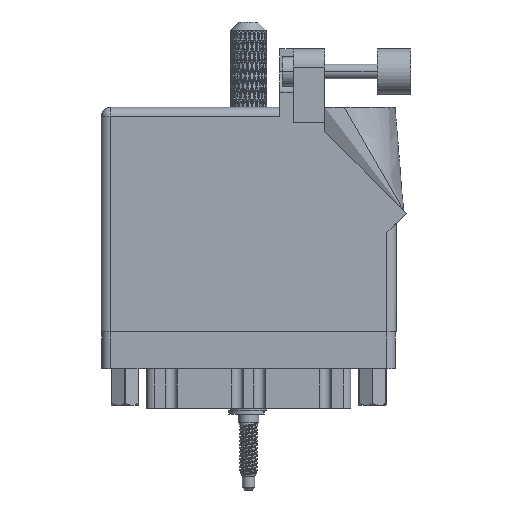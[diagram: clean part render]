
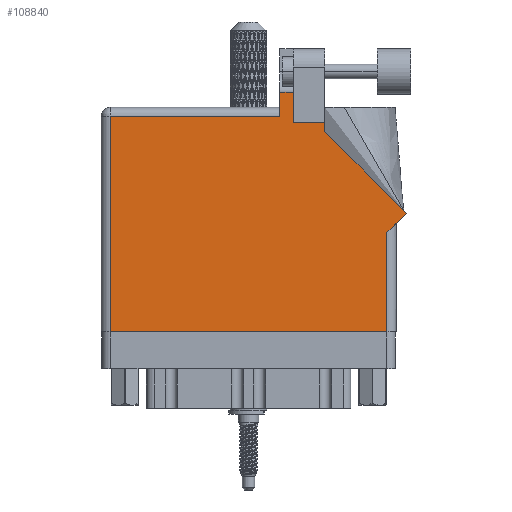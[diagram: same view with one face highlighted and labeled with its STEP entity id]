
A CAD part, front view. The second image highlights one B-rep face of the part: STEP entity #108840.
In plain terms, the highlighted face is planar.
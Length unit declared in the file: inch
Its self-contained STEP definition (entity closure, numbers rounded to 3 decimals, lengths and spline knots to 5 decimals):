
#596 = DIRECTION ( 'NONE',  ( 0., 1., 0. ) ) ;
#788 = CARTESIAN_POINT ( 'NONE',  ( 2.08071, 0.80771, 0. ) ) ;
#3773 = CARTESIAN_POINT ( 'NONE',  ( 1.524, 1.36442, 0. ) ) ;
#3774 = CARTESIAN_POINT ( 'NONE',  ( 1.311, 1.6315, 0. ) ) ;
#3995 = DIRECTION ( 'NONE',  ( 1., 0., 0. ) ) ;
#4199 = CARTESIAN_POINT ( 'NONE',  ( 1.311, 1.43, 0. ) ) ;
#4754 = EDGE_CURVE ( 'NONE', #82646, #73736, #12091, .T. ) ;
#5112 = ORIENTED_EDGE ( 'NONE', *, *, #78020, .T. ) ;
#5362 = EDGE_CURVE ( 'NONE', #33704, #94956, #33045, .T. ) ;
#5710 = CARTESIAN_POINT ( 'NONE',  ( 0., 0., 0. ) ) ;
#6556 = CARTESIAN_POINT ( 'NONE',  ( 0.062, 1.468, 0. ) ) ;
#8282 = CARTESIAN_POINT ( 'NONE',  ( 0., 1.468, 0. ) ) ;
#8660 = DIRECTION ( 'NONE',  ( 0.707, 0.707, 0. ) ) ;
#9259 = CARTESIAN_POINT ( 'NONE',  ( 1.524, 1.36442, 0. ) ) ;
#10341 = VERTEX_POINT ( 'NONE', #36447 ) ;
#11536 = CARTESIAN_POINT ( 'NONE',  ( 1.948, 0.737, 0. ) ) ;
#12063 = LINE ( 'NONE', #82107, #88536 ) ;
#12091 = LINE ( 'NONE', #11536, #12092 ) ;
#12092 = VECTOR ( 'NONE', #106862, 39.37008 ) ;
#12136 = LINE ( 'NONE', #20729, #113250 ) ;
#12926 = VERTEX_POINT ( 'NONE', #71284 ) ;
#13297 = VECTOR ( 'NONE', #596, 39.37008 ) ;
#14317 = LINE ( 'NONE', #5710, #42052 ) ;
#14411 = VECTOR ( 'NONE', #28827, 39.37008 ) ;
#15177 = LINE ( 'NONE', #8282, #59948 ) ;
#17187 = LINE ( 'NONE', #70020, #87921 ) ;
#17918 = DIRECTION ( 'NONE',  ( -1., 0., 0. ) ) ;
#19498 = CARTESIAN_POINT ( 'NONE',  ( 2.01, 0.737, 0. ) ) ;
#20729 = CARTESIAN_POINT ( 'NONE',  ( 1.217, 1.53, 0. ) ) ;
#22588 = DIRECTION ( 'NONE',  ( -1., 0., 0. ) ) ;
#25592 = ORIENTED_EDGE ( 'NONE', *, *, #5362, .T. ) ;
#26733 = ORIENTED_EDGE ( 'NONE', *, *, #100501, .T. ) ;
#27934 = EDGE_CURVE ( 'NONE', #94956, #12926, #12136, .T. ) ;
#28827 = DIRECTION ( 'NONE',  ( -1., 0., 0. ) ) ;
#30085 = LINE ( 'NONE', #37602, #104352 ) ;
#30114 = PLANE ( 'NONE',  #92534 ) ;
#32915 = VERTEX_POINT ( 'NONE', #788 ) ;
#33045 = LINE ( 'NONE', #84672, #74446 ) ;
#33704 = VERTEX_POINT ( 'NONE', #3774 ) ;
#36447 = CARTESIAN_POINT ( 'NONE',  ( 1.524, 1.43, 0. ) ) ;
#37602 = CARTESIAN_POINT ( 'NONE',  ( 1.311, 1.43, 0. ) ) ;
#38211 = DIRECTION ( 'NONE',  ( 0., 0., -1. ) ) ;
#42052 = VECTOR ( 'NONE', #3995, 39.37008 ) ;
#43011 = VERTEX_POINT ( 'NONE', #4199 ) ;
#43316 = DIRECTION ( 'NONE',  ( -1., 0., 0. ) ) ;
#43630 = EDGE_CURVE ( 'NONE', #10341, #43011, #55245, .T. ) ;
#44795 = EDGE_CURVE ( 'NONE', #43011, #33704, #30085, .T. ) ;
#47679 = DIRECTION ( 'NONE',  ( 0., -1., 0. ) ) ;
#48430 = CARTESIAN_POINT ( 'NONE',  ( 1.948, 0.675, 0. ) ) ;
#49741 = CARTESIAN_POINT ( 'NONE',  ( 0.062, 0., 0. ) ) ;
#49807 = EDGE_CURVE ( 'NONE', #62746, #82646, #14317, .T. ) ;
#53122 = EDGE_CURVE ( 'NONE', #80266, #10341, #81506, .T. ) ;
#53420 = ORIENTED_EDGE ( 'NONE', *, *, #49807, .T. ) ;
#55245 = LINE ( 'NONE', #82738, #14411 ) ;
#55414 = FACE_OUTER_BOUND ( 'NONE', #108393, .T. ) ;
#59948 = VECTOR ( 'NONE', #43316, 39.37008 ) ;
#61756 = ORIENTED_EDGE ( 'NONE', *, *, #43630, .T. ) ;
#62239 = ORIENTED_EDGE ( 'NONE', *, *, #44795, .T. ) ;
#62746 = VERTEX_POINT ( 'NONE', #49741 ) ;
#63201 = ORIENTED_EDGE ( 'NONE', *, *, #27934, .T. ) ;
#64609 = ORIENTED_EDGE ( 'NONE', *, *, #66275, .T. ) ;
#66275 = EDGE_CURVE ( 'NONE', #73736, #32915, #71188, .T. ) ;
#66594 = VECTOR ( 'NONE', #8660, 39.37008 ) ;
#70020 = CARTESIAN_POINT ( 'NONE',  ( 2.08071, 0.80771, 0. ) ) ;
#71109 = EDGE_CURVE ( 'NONE', #32915, #80266, #17187, .T. ) ;
#71188 = LINE ( 'NONE', #19498, #66594 ) ;
#71284 = CARTESIAN_POINT ( 'NONE',  ( 1.217, 1.468, 0. ) ) ;
#73000 = ORIENTED_EDGE ( 'NONE', *, *, #4754, .T. ) ;
#73551 = DIRECTION ( 'NONE',  ( 0., -1., 0. ) ) ;
#73736 = VERTEX_POINT ( 'NONE', #48430 ) ;
#74257 = DIRECTION ( 'NONE',  ( 0., 1., 0. ) ) ;
#74446 = VECTOR ( 'NONE', #17918, 39.37008 ) ;
#78020 = EDGE_CURVE ( 'NONE', #12926, #104980, #15177, .T. ) ;
#80266 = VERTEX_POINT ( 'NONE', #3773 ) ;
#81506 = LINE ( 'NONE', #9259, #13297 ) ;
#82107 = CARTESIAN_POINT ( 'NONE',  ( 0.062, 0., 0. ) ) ;
#82646 = VERTEX_POINT ( 'NONE', #106774 ) ;
#82738 = CARTESIAN_POINT ( 'NONE',  ( 1.524, 1.43, 0. ) ) ;
#84672 = CARTESIAN_POINT ( 'NONE',  ( 1.64177, 1.6315, 0. ) ) ;
#87921 = VECTOR ( 'NONE', #96417, 39.37008 ) ;
#88536 = VECTOR ( 'NONE', #47679, 39.37008 ) ;
#90402 = CARTESIAN_POINT ( 'NONE',  ( 0., 1.53, 0. ) ) ;
#92534 = AXIS2_PLACEMENT_3D ( 'NONE', #90402, #38211, #22588 ) ;
#94956 = VERTEX_POINT ( 'NONE', #104348 ) ;
#96417 = DIRECTION ( 'NONE',  ( -0.707, 0.707, 0. ) ) ;
#100501 = EDGE_CURVE ( 'NONE', #104980, #62746, #12063, .T. ) ;
#104348 = CARTESIAN_POINT ( 'NONE',  ( 1.217, 1.6315, 0. ) ) ;
#104352 = VECTOR ( 'NONE', #74257, 39.37008 ) ;
#104980 = VERTEX_POINT ( 'NONE', #6556 ) ;
#106774 = CARTESIAN_POINT ( 'NONE',  ( 1.948, 0., 0. ) ) ;
#106862 = DIRECTION ( 'NONE',  ( 0., 1., 0. ) ) ;
#107109 = ORIENTED_EDGE ( 'NONE', *, *, #71109, .T. ) ;
#108393 = EDGE_LOOP ( 'NONE', ( #62239, #25592, #63201, #5112, #26733, #53420, #73000, #64609, #107109, #108904, #61756 ) ) ;
#108840 = ADVANCED_FACE ( 'NONE', ( #55414 ), #30114, .F. ) ;
#108904 = ORIENTED_EDGE ( 'NONE', *, *, #53122, .T. ) ;
#113250 = VECTOR ( 'NONE', #73551, 39.37008 ) ;
